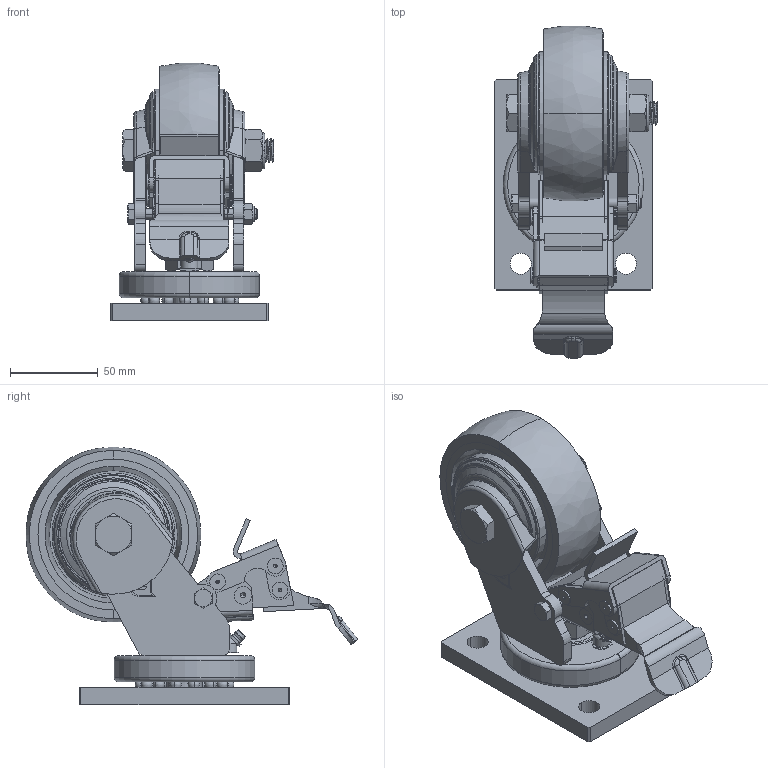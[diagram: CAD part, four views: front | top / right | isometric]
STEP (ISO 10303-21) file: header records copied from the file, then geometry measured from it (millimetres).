
FILE_DESCRIPTION((''),'2;1');
FILE_NAME('110201060002','2025-01-06T11:41:19',('Administrator'),(''),'CREO PARAMETRIC BY PTC INC, 2022484','CREO PARAMETRIC BY PTC INC, 2022484','');
FILE_SCHEMA(('CONFIG_CONTROL_DESIGN','GEOMETRIC_VALIDATION_PROPERTIES_MIM'));
Length unit declared in the file: millimetre
Products named in the file (1): 110201060002
Bounding box: 93 x 189.08 x 146.78 mm (x, y, z)
Surface area: 156650.1 mm2 (no closed solid volume)
Topology: 0 solids, 76 shells, 565 faces, 1814 edges, 1251 vertices
Faces by surface type: plane 192, cylinder 164, cone 85, torus 65, sphere 37, bspline 22
Entity records: 27082 total; most frequent: CARTESIAN_POINT 8431, DIRECTION 3123, ORIENTED_EDGE 2767, EDGE_CURVE 1732, AXIS2_PLACEMENT_3D 1264, VERTEX_POINT 1251, CIRCLE 721, EDGE_LOOP 648
